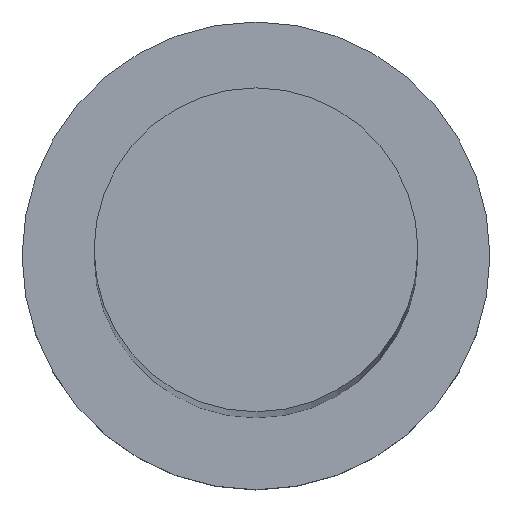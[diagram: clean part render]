
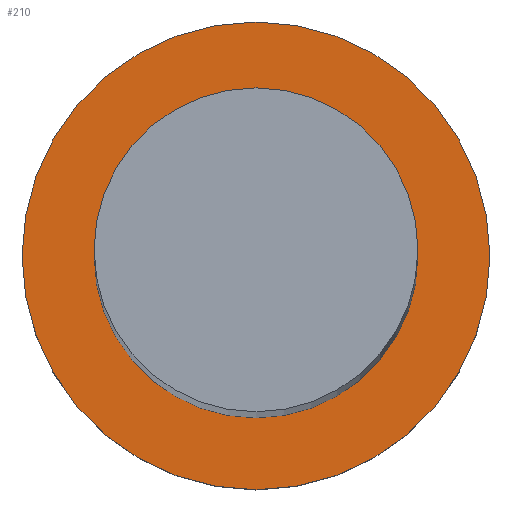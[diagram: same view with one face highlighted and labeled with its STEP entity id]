
A CAD part, top view. The second image highlights one B-rep face of the part: STEP entity #210.
In plain terms, the highlighted planar face has unit normal (0, 0, 1).
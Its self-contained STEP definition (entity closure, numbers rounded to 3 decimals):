
#1 = DIRECTION ( 'NONE',  ( 0., 0., 1. ) ) ;
#3 = CARTESIAN_POINT ( 'NONE',  ( -9., 0., 7. ) ) ;
#7 = CIRCLE ( 'NONE', #144, 13. ) ;
#9 = DIRECTION ( 'NONE',  ( 0., 0., 1. ) ) ;
#14 = DIRECTION ( 'NONE',  ( 1., 0., 0. ) ) ;
#19 = VERTEX_POINT ( 'NONE', #92 ) ;
#22 = VERTEX_POINT ( 'NONE', #3 ) ;
#25 = DIRECTION ( 'NONE',  ( 1., 0., 0. ) ) ;
#33 = CARTESIAN_POINT ( 'NONE',  ( -13., 0., 7. ) ) ;
#36 = CARTESIAN_POINT ( 'NONE',  ( 0., 0., 7. ) ) ;
#38 = CARTESIAN_POINT ( 'NONE',  ( 0., 0., 7. ) ) ;
#44 = ORIENTED_EDGE ( 'NONE', *, *, #76, .T. ) ;
#48 = EDGE_LOOP ( 'NONE', ( #183, #44 ) ) ;
#49 = ORIENTED_EDGE ( 'NONE', *, *, #247, .F. ) ;
#52 = DIRECTION ( 'NONE',  ( 0., 0., 1. ) ) ;
#76 = EDGE_CURVE ( 'NONE', #19, #114, #7, .T. ) ;
#92 = CARTESIAN_POINT ( 'NONE',  ( 13., 0., 7. ) ) ;
#96 = PLANE ( 'NONE',  #255 ) ;
#99 = AXIS2_PLACEMENT_3D ( 'NONE', #176, #212, #14 ) ;
#101 = EDGE_LOOP ( 'NONE', ( #193, #49 ) ) ;
#104 = AXIS2_PLACEMENT_3D ( 'NONE', #190, #52, #128 ) ;
#108 = EDGE_CURVE ( 'NONE', #22, #149, #184, .T. ) ;
#111 = FACE_OUTER_BOUND ( 'NONE', #48, .T. ) ;
#114 = VERTEX_POINT ( 'NONE', #33 ) ;
#116 = DIRECTION ( 'NONE',  ( 0., 0., 1. ) ) ;
#119 = AXIS2_PLACEMENT_3D ( 'NONE', #36, #9, #216 ) ;
#120 = CARTESIAN_POINT ( 'NONE',  ( 0., 0., 7. ) ) ;
#128 = DIRECTION ( 'NONE',  ( 1., 0., 0. ) ) ;
#144 = AXIS2_PLACEMENT_3D ( 'NONE', #120, #1, #25 ) ;
#149 = VERTEX_POINT ( 'NONE', #251 ) ;
#159 = CIRCLE ( 'NONE', #119, 13. ) ;
#172 = FACE_BOUND ( 'NONE', #101, .T. ) ;
#176 = CARTESIAN_POINT ( 'NONE',  ( 0., 0., 7. ) ) ;
#183 = ORIENTED_EDGE ( 'NONE', *, *, #199, .T. ) ;
#184 = CIRCLE ( 'NONE', #104, 9. ) ;
#190 = CARTESIAN_POINT ( 'NONE',  ( 0., 0., 7. ) ) ;
#193 = ORIENTED_EDGE ( 'NONE', *, *, #108, .F. ) ;
#199 = EDGE_CURVE ( 'NONE', #114, #19, #159, .T. ) ;
#209 = CIRCLE ( 'NONE', #99, 9. ) ;
#210 = ADVANCED_FACE ( 'NONE', ( #172, #111 ), #96, .T. ) ;
#212 = DIRECTION ( 'NONE',  ( 0., 0., 1. ) ) ;
#216 = DIRECTION ( 'NONE',  ( 1., 0., 0. ) ) ;
#234 = DIRECTION ( 'NONE',  ( 1., 0., 0. ) ) ;
#247 = EDGE_CURVE ( 'NONE', #149, #22, #209, .T. ) ;
#251 = CARTESIAN_POINT ( 'NONE',  ( 9., 0., 7. ) ) ;
#255 = AXIS2_PLACEMENT_3D ( 'NONE', #38, #116, #234 ) ;
